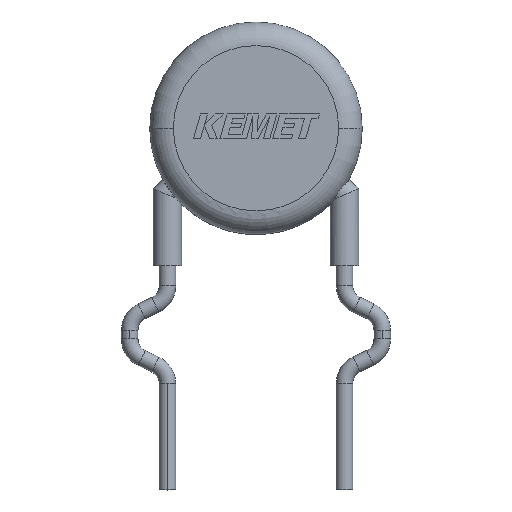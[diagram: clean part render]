
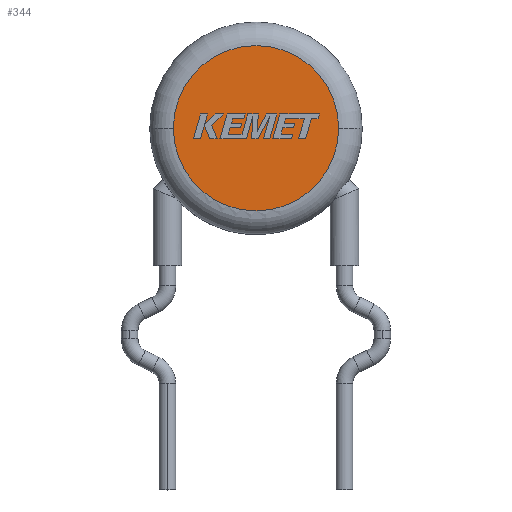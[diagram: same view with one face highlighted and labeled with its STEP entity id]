
A CAD part, top view. The second image highlights one B-rep face of the part: STEP entity #344.
In plain terms, the highlighted planar face has unit normal (0, 0, 1).
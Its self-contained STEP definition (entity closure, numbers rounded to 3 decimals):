
#344 = ADVANCED_FACE ( 'NONE', ( #1157 ), #426, .T. ) ;
#426 = PLANE ( 'NONE',  #3182 ) ;
#445 = CARTESIAN_POINT ( 'NONE',  ( 0., 0., 5. ) ) ;
#1029 = CARTESIAN_POINT ( 'NONE',  ( 3.5, 0., 5. ) ) ;
#1157 = FACE_OUTER_BOUND ( 'NONE', #2009, .T. ) ;
#1196 = EDGE_CURVE ( 'NONE', #1539, #4497, #2610, .T. ) ;
#1214 = AXIS2_PLACEMENT_3D ( 'NONE', #445, #4364, #4028 ) ;
#1324 = ORIENTED_EDGE ( 'NONE', *, *, #2024, .T. ) ;
#1410 = CARTESIAN_POINT ( 'NONE',  ( -3.5, 0., 5. ) ) ;
#1482 = AXIS2_PLACEMENT_3D ( 'NONE', #1971, #3358, #4430 ) ;
#1539 = VERTEX_POINT ( 'NONE', #1410 ) ;
#1971 = CARTESIAN_POINT ( 'NONE',  ( 0., 0., 5. ) ) ;
#2009 = EDGE_LOOP ( 'NONE', ( #1324, #3331 ) ) ;
#2024 = EDGE_CURVE ( 'NONE', #4497, #1539, #2537, .T. ) ;
#2537 = CIRCLE ( 'NONE', #1214, 3.5 ) ;
#2610 = CIRCLE ( 'NONE', #1482, 3.5 ) ;
#3182 = AXIS2_PLACEMENT_3D ( 'NONE', #3601, #3655, #3974 ) ;
#3331 = ORIENTED_EDGE ( 'NONE', *, *, #1196, .T. ) ;
#3358 = DIRECTION ( 'NONE',  ( 0., 0., 1. ) ) ;
#3601 = CARTESIAN_POINT ( 'NONE',  ( 0., 0., 5. ) ) ;
#3655 = DIRECTION ( 'NONE',  ( 0., 0., 1. ) ) ;
#3974 = DIRECTION ( 'NONE',  ( 1., 0., 0. ) ) ;
#4028 = DIRECTION ( 'NONE',  ( 1., 0., 0. ) ) ;
#4364 = DIRECTION ( 'NONE',  ( 0., 0., 1. ) ) ;
#4430 = DIRECTION ( 'NONE',  ( 1., 0., 0. ) ) ;
#4497 = VERTEX_POINT ( 'NONE', #1029 ) ;
